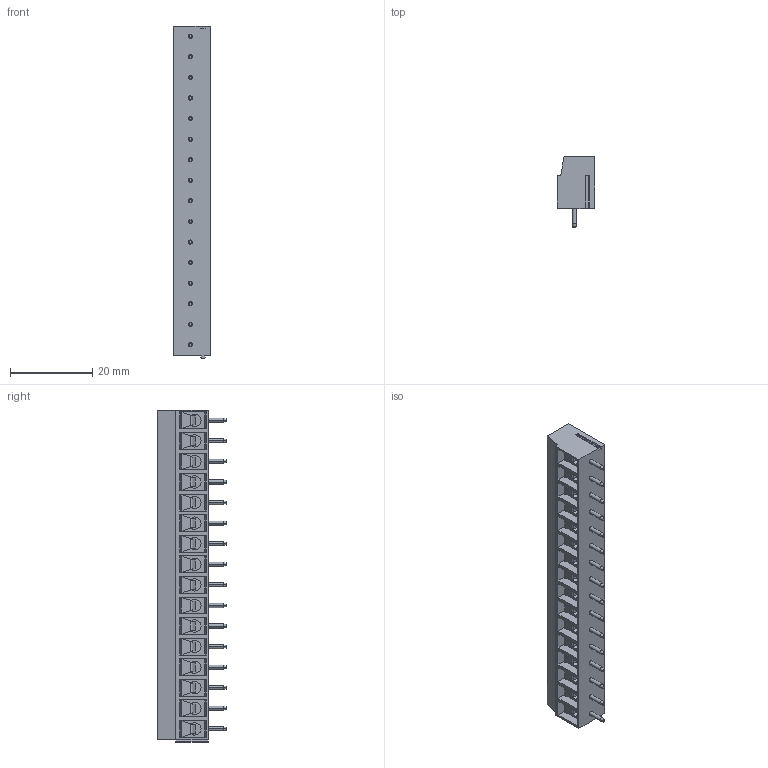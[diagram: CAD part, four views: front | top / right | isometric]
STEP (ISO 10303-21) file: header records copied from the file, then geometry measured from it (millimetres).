
FILE_DESCRIPTION((''),'2;1');
FILE_NAME('PRT0050','2024-10-19T',('yanfa'),(''),'PRO/ENGINEER BY PARAMETRIC TECHNOLOGY CORPORATION, 2009280','PRO/ENGINEER BY PARAMETRIC TECHNOLOGY CORPORATION, 2009280','');
FILE_SCHEMA(('AUTOMOTIVE_DESIGN_CC2 { 1 2 10303 214 -1 1 5 2 }'));
Length unit declared in the file: millimetre
Products named in the file (1): PRT0050
Bounding box: 9 x 17 x 80.68 mm (x, y, z)
Volume: 6955.2 mm3; surface area: 6833.6 mm2
Topology: 1 solids, 1 shells, 1064 faces, 2690 edges, 1708 vertices
Faces by surface type: plane 560, cylinder 312, cone 96, extrusion 64, torus 32
Entity records: 32581 total; most frequent: CARTESIAN_POINT 7042, ORIENTED_EDGE 5380, DIRECTION 5154, EDGE_CURVE 2690, AXIS2_PLACEMENT_3D 1752, VERTEX_POINT 1708, VECTOR 1650, LINE 1586
